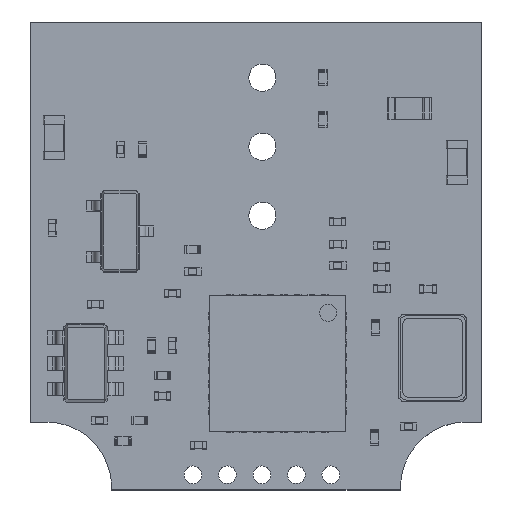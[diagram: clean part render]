
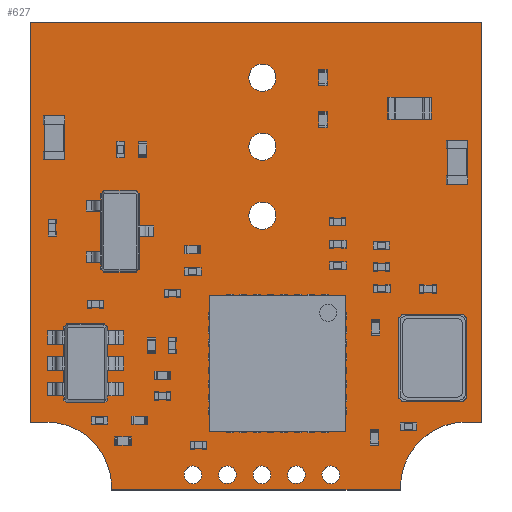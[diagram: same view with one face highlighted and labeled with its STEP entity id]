
A CAD part, top view. The second image highlights one B-rep face of the part: STEP entity #627.
In plain terms, the highlighted planar face has unit normal (0, 0, 1).
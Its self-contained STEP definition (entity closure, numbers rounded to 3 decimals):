
#54 = VERTEX_POINT('',#55);
#55 = CARTESIAN_POINT('',(137.144,-102.009,0.));
#73 = VERTEX_POINT('',#74);
#74 = CARTESIAN_POINT('',(139.524,-104.259,0.));
#80 = EDGE_CURVE('',#54,#73,#81,.T.);
#81 = CIRCLE('',#82,2.401);
#82 = AXIS2_PLACEMENT_3D('',#83,#84,#85);
#83 = CARTESIAN_POINT('',(137.127,-104.41,0.));
#84 = DIRECTION('',(0.,0.,-1.));
#85 = DIRECTION('',(0.007,1.,0.));
#105 = VERTEX_POINT('',#106);
#106 = CARTESIAN_POINT('',(136.53,-102.01,0.));
#112 = EDGE_CURVE('',#54,#105,#113,.T.);
#113 = LINE('',#114,#115);
#114 = CARTESIAN_POINT('',(137.144,-102.009,0.));
#115 = VECTOR('',#116,1.);
#116 = DIRECTION('',(-1.,-0.002,0.));
#136 = VERTEX_POINT('',#137);
#137 = CARTESIAN_POINT('',(139.53,-104.51,0.));
#143 = EDGE_CURVE('',#73,#136,#144,.T.);
#144 = LINE('',#145,#146);
#145 = CARTESIAN_POINT('',(139.524,-104.259,0.));
#146 = VECTOR('',#147,1.);
#147 = DIRECTION('',(0.025,-1.,0.));
#158 = VERTEX_POINT('',#159);
#159 = CARTESIAN_POINT('',(136.53,-87.28,0.));
#174 = EDGE_CURVE('',#158,#105,#175,.T.);
#175 = LINE('',#176,#177);
#176 = CARTESIAN_POINT('',(136.53,-87.28,0.));
#177 = VECTOR('',#178,1.);
#178 = DIRECTION('',(0.,-1.,0.));
#198 = VERTEX_POINT('',#199);
#199 = CARTESIAN_POINT('',(150.15,-104.51,0.));
#205 = EDGE_CURVE('',#136,#198,#206,.T.);
#206 = LINE('',#207,#208);
#207 = CARTESIAN_POINT('',(139.53,-104.51,0.));
#208 = VECTOR('',#209,1.);
#209 = DIRECTION('',(1.,0.,0.));
#229 = VERTEX_POINT('',#230);
#230 = CARTESIAN_POINT('',(153.16,-87.28,0.));
#236 = EDGE_CURVE('',#158,#229,#237,.T.);
#237 = LINE('',#238,#239);
#238 = CARTESIAN_POINT('',(136.53,-87.28,0.));
#239 = VECTOR('',#240,1.);
#240 = DIRECTION('',(1.,0.,0.));
#260 = VERTEX_POINT('',#261);
#261 = CARTESIAN_POINT('',(150.17,-104.26,0.));
#267 = EDGE_CURVE('',#198,#260,#268,.T.);
#268 = LINE('',#269,#270);
#269 = CARTESIAN_POINT('',(150.15,-104.51,0.));
#270 = VECTOR('',#271,1.);
#271 = DIRECTION('',(0.08,0.997,0.));
#291 = VERTEX_POINT('',#292);
#292 = CARTESIAN_POINT('',(153.15,-102.01,0.));
#298 = EDGE_CURVE('',#229,#291,#299,.T.);
#299 = LINE('',#300,#301);
#300 = CARTESIAN_POINT('',(153.16,-87.28,0.));
#301 = VECTOR('',#302,1.);
#302 = DIRECTION('',(-0.001,-1.,0.));
#323 = VERTEX_POINT('',#324);
#324 = CARTESIAN_POINT('',(152.55,-102.01,0.));
#330 = EDGE_CURVE('',#260,#323,#331,.T.);
#331 = CIRCLE('',#332,2.401);
#332 = AXIS2_PLACEMENT_3D('',#333,#334,#335);
#333 = CARTESIAN_POINT('',(152.566,-104.411,0.));
#334 = DIRECTION('',(0.,0.,-1.));
#335 = DIRECTION('',(-0.998,0.063,0.));
#353 = EDGE_CURVE('',#291,#323,#354,.T.);
#354 = LINE('',#355,#356);
#355 = CARTESIAN_POINT('',(153.15,-102.01,0.));
#356 = VECTOR('',#357,1.);
#357 = DIRECTION('',(-1.,0.,0.));
#368 = VERTEX_POINT('',#369);
#369 = CARTESIAN_POINT('',(142.845,-103.95,0.));
#385 = EDGE_CURVE('',#368,#368,#386,.T.);
#386 = CIRCLE('',#387,0.325);
#387 = AXIS2_PLACEMENT_3D('',#388,#389,#390);
#388 = CARTESIAN_POINT('',(142.52,-103.95,0.));
#389 = DIRECTION('',(0.,0.,1.));
#390 = DIRECTION('',(1.,0.,-0.));
#401 = VERTEX_POINT('',#402);
#402 = CARTESIAN_POINT('',(144.115,-103.95,0.));
#418 = EDGE_CURVE('',#401,#401,#419,.T.);
#419 = CIRCLE('',#420,0.325);
#420 = AXIS2_PLACEMENT_3D('',#421,#422,#423);
#421 = CARTESIAN_POINT('',(143.79,-103.95,0.));
#422 = DIRECTION('',(0.,0.,1.));
#423 = DIRECTION('',(1.,0.,-0.));
#434 = VERTEX_POINT('',#435);
#435 = CARTESIAN_POINT('',(145.385,-103.95,0.));
#451 = EDGE_CURVE('',#434,#434,#452,.T.);
#452 = CIRCLE('',#453,0.325);
#453 = AXIS2_PLACEMENT_3D('',#454,#455,#456);
#454 = CARTESIAN_POINT('',(145.06,-103.95,0.));
#455 = DIRECTION('',(0.,0.,1.));
#456 = DIRECTION('',(1.,0.,-0.));
#467 = VERTEX_POINT('',#468);
#468 = CARTESIAN_POINT('',(146.655,-103.95,0.));
#484 = EDGE_CURVE('',#467,#467,#485,.T.);
#485 = CIRCLE('',#486,0.325);
#486 = AXIS2_PLACEMENT_3D('',#487,#488,#489);
#487 = CARTESIAN_POINT('',(146.33,-103.95,0.));
#488 = DIRECTION('',(0.,0.,1.));
#489 = DIRECTION('',(1.,0.,-0.));
#500 = VERTEX_POINT('',#501);
#501 = CARTESIAN_POINT('',(147.925,-103.95,0.));
#517 = EDGE_CURVE('',#500,#500,#518,.T.);
#518 = CIRCLE('',#519,0.325);
#519 = AXIS2_PLACEMENT_3D('',#520,#521,#522);
#520 = CARTESIAN_POINT('',(147.6,-103.95,0.));
#521 = DIRECTION('',(0.,0.,1.));
#522 = DIRECTION('',(1.,0.,-0.));
#533 = VERTEX_POINT('',#534);
#534 = CARTESIAN_POINT('',(145.58,-94.41,0.));
#550 = EDGE_CURVE('',#533,#533,#551,.T.);
#551 = CIRCLE('',#552,0.5);
#552 = AXIS2_PLACEMENT_3D('',#553,#554,#555);
#553 = CARTESIAN_POINT('',(145.08,-94.41,0.));
#554 = DIRECTION('',(0.,0.,1.));
#555 = DIRECTION('',(1.,0.,-0.));
#566 = VERTEX_POINT('',#567);
#567 = CARTESIAN_POINT('',(145.58,-91.87,0.));
#583 = EDGE_CURVE('',#566,#566,#584,.T.);
#584 = CIRCLE('',#585,0.5);
#585 = AXIS2_PLACEMENT_3D('',#586,#587,#588);
#586 = CARTESIAN_POINT('',(145.08,-91.87,0.));
#587 = DIRECTION('',(0.,0.,1.));
#588 = DIRECTION('',(1.,0.,-0.));
#599 = VERTEX_POINT('',#600);
#600 = CARTESIAN_POINT('',(145.58,-89.33,0.));
#616 = EDGE_CURVE('',#599,#599,#617,.T.);
#617 = CIRCLE('',#618,0.5);
#618 = AXIS2_PLACEMENT_3D('',#619,#620,#621);
#619 = CARTESIAN_POINT('',(145.08,-89.33,0.));
#620 = DIRECTION('',(0.,0.,1.));
#621 = DIRECTION('',(1.,0.,-0.));
#627 = ADVANCED_FACE('',(#628,#640,#643,#646,#649,#652,#655,#658,#661),
  #664,.T.);
#628 = FACE_BOUND('',#629,.T.);
#629 = EDGE_LOOP('',(#630,#631,#632,#633,#634,#635,#636,#637,#638,#639)
  );
#630 = ORIENTED_EDGE('',*,*,#80,.T.);
#631 = ORIENTED_EDGE('',*,*,#143,.T.);
#632 = ORIENTED_EDGE('',*,*,#205,.T.);
#633 = ORIENTED_EDGE('',*,*,#267,.T.);
#634 = ORIENTED_EDGE('',*,*,#330,.T.);
#635 = ORIENTED_EDGE('',*,*,#353,.F.);
#636 = ORIENTED_EDGE('',*,*,#298,.F.);
#637 = ORIENTED_EDGE('',*,*,#236,.F.);
#638 = ORIENTED_EDGE('',*,*,#174,.T.);
#639 = ORIENTED_EDGE('',*,*,#112,.F.);
#640 = FACE_BOUND('',#641,.T.);
#641 = EDGE_LOOP('',(#642));
#642 = ORIENTED_EDGE('',*,*,#385,.F.);
#643 = FACE_BOUND('',#644,.T.);
#644 = EDGE_LOOP('',(#645));
#645 = ORIENTED_EDGE('',*,*,#418,.F.);
#646 = FACE_BOUND('',#647,.T.);
#647 = EDGE_LOOP('',(#648));
#648 = ORIENTED_EDGE('',*,*,#451,.F.);
#649 = FACE_BOUND('',#650,.T.);
#650 = EDGE_LOOP('',(#651));
#651 = ORIENTED_EDGE('',*,*,#484,.F.);
#652 = FACE_BOUND('',#653,.T.);
#653 = EDGE_LOOP('',(#654));
#654 = ORIENTED_EDGE('',*,*,#517,.F.);
#655 = FACE_BOUND('',#656,.T.);
#656 = EDGE_LOOP('',(#657));
#657 = ORIENTED_EDGE('',*,*,#550,.F.);
#658 = FACE_BOUND('',#659,.T.);
#659 = EDGE_LOOP('',(#660));
#660 = ORIENTED_EDGE('',*,*,#583,.F.);
#661 = FACE_BOUND('',#662,.T.);
#662 = EDGE_LOOP('',(#663));
#663 = ORIENTED_EDGE('',*,*,#616,.F.);
#664 = PLANE('',#665);
#665 = AXIS2_PLACEMENT_3D('',#666,#667,#668);
#666 = CARTESIAN_POINT('',(144.842,-95.479,0.));
#667 = DIRECTION('',(0.,0.,1.));
#668 = DIRECTION('',(1.,0.,0.));
